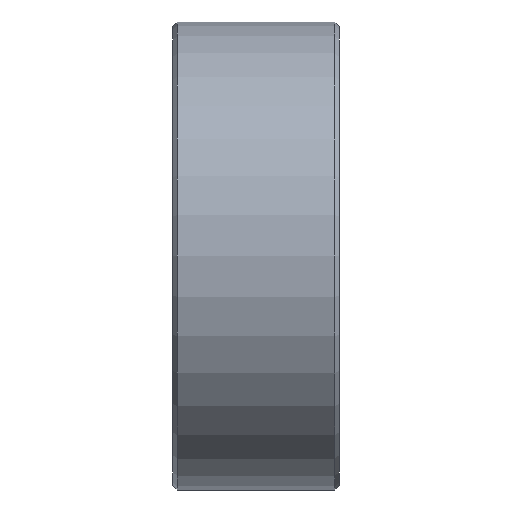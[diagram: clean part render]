
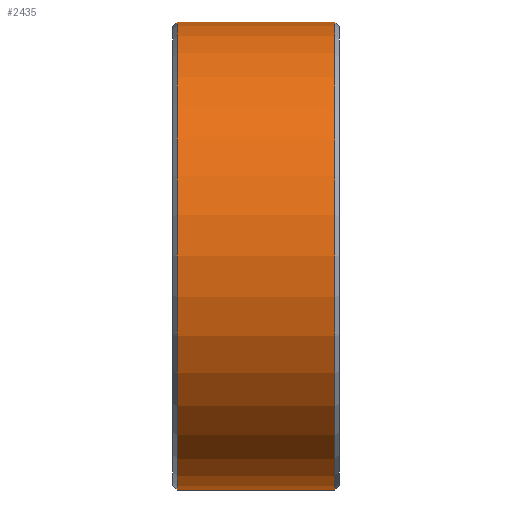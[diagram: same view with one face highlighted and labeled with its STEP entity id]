
A CAD part, front view. The second image highlights one B-rep face of the part: STEP entity #2435.
In plain terms, the highlighted cylindrical face has radius 42.5 mm (diameter 85 mm), a full revolution.
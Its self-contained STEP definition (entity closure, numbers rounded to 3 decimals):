
#197=LINE('',#4638,#213);
#213=VECTOR('',#3816,42.5);
#226=CYLINDRICAL_SURFACE('',#2924,42.5);
#415=FACE_OUTER_BOUND('',#605,.T.);
#605=EDGE_LOOP('',(#2282,#2283,#2284,#2285,#2286,#2287));
#924=CIRCLE('',#2920,42.5);
#925=CIRCLE('',#2921,42.5);
#927=CIRCLE('',#2925,42.5);
#928=CIRCLE('',#2926,42.5);
#1280=VERTEX_POINT('',#4625);
#1281=VERTEX_POINT('',#4626);
#1283=VERTEX_POINT('',#4634);
#1284=VERTEX_POINT('',#4635);
#1615=EDGE_CURVE('',#1280,#1281,#924,.T.);
#1616=EDGE_CURVE('',#1281,#1280,#925,.T.);
#1619=EDGE_CURVE('',#1283,#1284,#927,.T.);
#1620=EDGE_CURVE('',#1284,#1283,#928,.T.);
#1621=EDGE_CURVE('',#1284,#1281,#197,.T.);
#2282=ORIENTED_EDGE('',*,*,#1619,.F.);
#2283=ORIENTED_EDGE('',*,*,#1620,.F.);
#2284=ORIENTED_EDGE('',*,*,#1621,.T.);
#2285=ORIENTED_EDGE('',*,*,#1615,.F.);
#2286=ORIENTED_EDGE('',*,*,#1616,.F.);
#2287=ORIENTED_EDGE('',*,*,#1621,.F.);
#2435=ADVANCED_FACE('',(#415),#226,.T.);
#2920=AXIS2_PLACEMENT_3D('',#4627,#3801,#3802);
#2921=AXIS2_PLACEMENT_3D('',#4628,#3803,#3804);
#2924=AXIS2_PLACEMENT_3D('',#4633,#3810,#3811);
#2925=AXIS2_PLACEMENT_3D('',#4636,#3812,#3813);
#2926=AXIS2_PLACEMENT_3D('',#4637,#3814,#3815);
#3801=DIRECTION('center_axis',(-1.,0.,0.));
#3802=DIRECTION('ref_axis',(0.,-1.,0.));
#3803=DIRECTION('center_axis',(-1.,0.,0.));
#3804=DIRECTION('ref_axis',(0.,-1.,0.));
#3810=DIRECTION('center_axis',(1.,0.,0.));
#3811=DIRECTION('ref_axis',(0.,1.,0.));
#3812=DIRECTION('center_axis',(1.,0.,0.));
#3813=DIRECTION('ref_axis',(0.,-1.,0.));
#3814=DIRECTION('center_axis',(1.,0.,0.));
#3815=DIRECTION('ref_axis',(0.,-1.,0.));
#3816=DIRECTION('',(-1.,0.,0.));
#4625=CARTESIAN_POINT('',(-6.795,42.5,0.));
#4626=CARTESIAN_POINT('',(-6.795,-42.5,0.));
#4627=CARTESIAN_POINT('Origin',(-6.795,0.,0.));
#4628=CARTESIAN_POINT('Origin',(-6.795,0.,0.));
#4633=CARTESIAN_POINT('Origin',(7.55,0.,0.));
#4634=CARTESIAN_POINT('',(21.895,42.5,0.));
#4635=CARTESIAN_POINT('',(21.895,-42.5,0.));
#4636=CARTESIAN_POINT('Origin',(21.895,0.,0.));
#4637=CARTESIAN_POINT('Origin',(21.895,0.,0.));
#4638=CARTESIAN_POINT('',(7.55,-42.5,0.));
